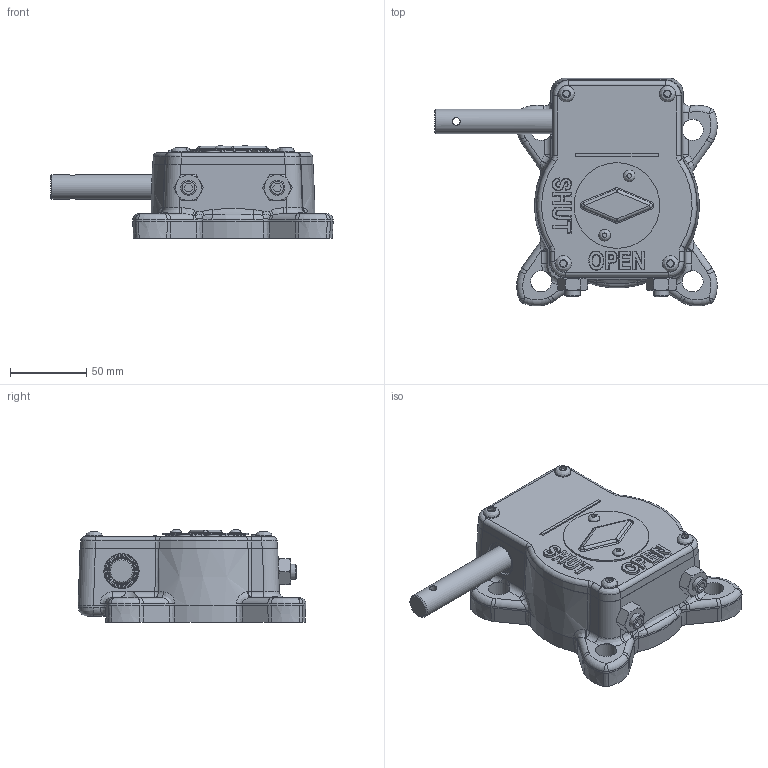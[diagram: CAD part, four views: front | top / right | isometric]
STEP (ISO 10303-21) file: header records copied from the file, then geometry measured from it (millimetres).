
FILE_DESCRIPTION( ( 'Unknown' ), '1' );
FILE_NAME( '242-30L LH.stp', 'Unknown', ( 'Unknown' ), ( 'Unknown' ), 'PSStep 15.0.49', 'Unknown', ' ' );
FILE_SCHEMA( ( 'AUTOMOTIVE_DESIGN { 1 0 10303 214 1 1 1 1 }' ) );
Length unit declared in the file: millimetre
Products named in the file (1): 242-00040-1
Bounding box: 184.54 x 148.94 x 60.45 mm (x, y, z)
Volume: 542519.3 mm3; surface area: 117464.7 mm2
Topology: 1 solids, 22 shells, 979 faces, 2435 edges, 1476 vertices
Faces by surface type: plane 266, cylinder 212, bspline 175, cone 168, torus 108, sphere 50
Full cylindrical faces by diameter (mm): 3.242 x4, 4 x2, 4.1 x2, 4.5 x2, 4.917 x4, 5 x1, 6 x4, 6.5 x4, 7.6 x2, 8 x1, 10 x4, 10.5 x4, 13.835 x4, 16 x3, 17.15 x1, 21.75 x1, 22 x2, 48.035 x2, 52 x6, 56 x1
Entity records: 57747 total; most frequent: CARTESIAN_POINT 29112, ORIENTED_EDGE 4414, DIRECTION 4044, EDGE_CURVE 2207, AXIS2_PLACEMENT_3D 1732, VERTEX_POINT 1425, EDGE_LOOP 1158, FACE_OUTER_BOUND 1054
